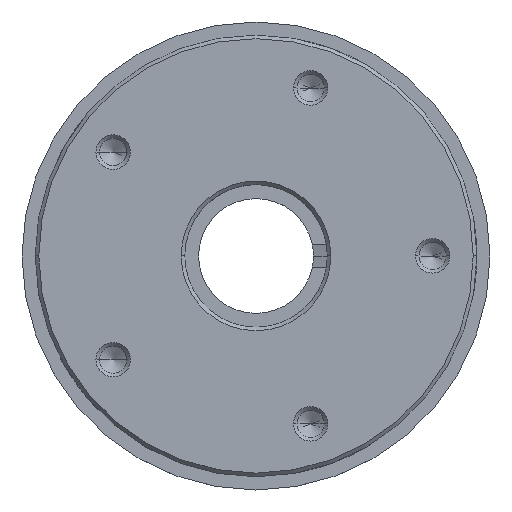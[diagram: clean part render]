
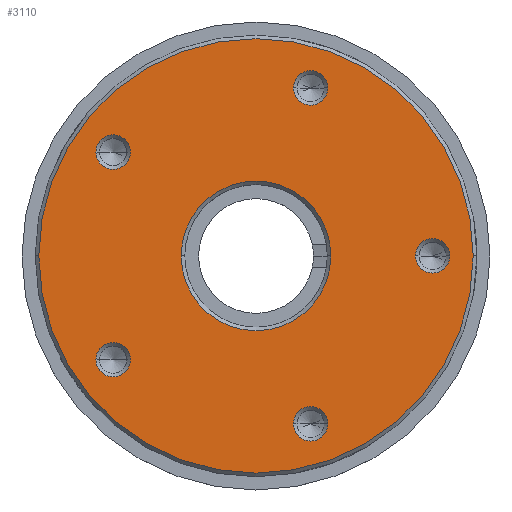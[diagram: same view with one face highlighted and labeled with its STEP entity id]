
A CAD part, top view. The second image highlights one B-rep face of the part: STEP entity #3110.
In plain terms, the highlighted planar face has unit normal (0, 0, 1).
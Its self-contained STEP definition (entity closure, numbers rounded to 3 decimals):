
#29 = CIRCLE ( 'NONE', #869, 1.95 ) ;
#53 = CARTESIAN_POINT ( 'NONE',  ( 0., 0., 7.5 ) ) ;
#75 = AXIS2_PLACEMENT_3D ( 'NONE', #2829, #1475, #246 ) ;
#91 = DIRECTION ( 'NONE',  ( 1., 0., 0. ) ) ;
#118 = DIRECTION ( 'NONE',  ( 0., 0., -1. ) ) ;
#133 = CIRCLE ( 'NONE', #1048, 1.95 ) ;
#143 = DIRECTION ( 'NONE',  ( 0., 0., -1. ) ) ;
#173 = EDGE_LOOP ( 'NONE', ( #3406, #2971 ) ) ;
#183 = EDGE_CURVE ( 'NONE', #301, #1359, #1666, .T. ) ;
#210 = EDGE_CURVE ( 'NONE', #1280, #1820, #1427, .T. ) ;
#246 = DIRECTION ( 'NONE',  ( 1., 0., 0. ) ) ;
#259 = CIRCLE ( 'NONE', #3002, 1.95 ) ;
#295 = EDGE_LOOP ( 'NONE', ( #3423, #960 ) ) ;
#297 = DIRECTION ( 'NONE',  ( 1., 0., 0. ) ) ;
#301 = VERTEX_POINT ( 'NONE', #632 ) ;
#332 = DIRECTION ( 'NONE',  ( 1., 0., 0. ) ) ;
#340 = EDGE_CURVE ( 'NONE', #1575, #2050, #2250, .T. ) ;
#345 = DIRECTION ( 'NONE',  ( 0., 0., 1. ) ) ;
#375 = EDGE_CURVE ( 'NONE', #3302, #775, #3433, .T. ) ;
#410 = CIRCLE ( 'NONE', #2931, 1.95 ) ;
#413 = EDGE_LOOP ( 'NONE', ( #444, #1889 ) ) ;
#440 = EDGE_CURVE ( 'NONE', #775, #3302, #2755, .T. ) ;
#444 = ORIENTED_EDGE ( 'NONE', *, *, #2547, .T. ) ;
#482 = CARTESIAN_POINT ( 'NONE',  ( 6.18, 19.021, 7.5 ) ) ;
#510 = EDGE_CURVE ( 'NONE', #1583, #867, #1259, .T. ) ;
#529 = CIRCLE ( 'NONE', #971, 1.95 ) ;
#555 = CARTESIAN_POINT ( 'NONE',  ( -16.18, -11.756, 7.5 ) ) ;
#599 = CIRCLE ( 'NONE', #2146, 24.6 ) ;
#617 = DIRECTION ( 'NONE',  ( 0., 0., 1. ) ) ;
#632 = CARTESIAN_POINT ( 'NONE',  ( 18.05, 0., 7.5 ) ) ;
#634 = EDGE_CURVE ( 'NONE', #1820, #1280, #529, .T. ) ;
#760 = DIRECTION ( 'NONE',  ( 0., 0., -1. ) ) ;
#775 = VERTEX_POINT ( 'NONE', #3094 ) ;
#787 = VERTEX_POINT ( 'NONE', #1059 ) ;
#843 = FACE_BOUND ( 'NONE', #1238, .T. ) ;
#858 = CARTESIAN_POINT ( 'NONE',  ( 6.18, -19.021, 7.5 ) ) ;
#862 = DIRECTION ( 'NONE',  ( 0., 0., -1. ) ) ;
#867 = VERTEX_POINT ( 'NONE', #1015 ) ;
#869 = AXIS2_PLACEMENT_3D ( 'NONE', #2660, #2075, #1792 ) ;
#879 = CIRCLE ( 'NONE', #1635, 1.95 ) ;
#891 = CARTESIAN_POINT ( 'NONE',  ( 0., 0., 7.5 ) ) ;
#932 = DIRECTION ( 'NONE',  ( 0., 0., -1. ) ) ;
#940 = CARTESIAN_POINT ( 'NONE',  ( 4.23, 19.021, 7.5 ) ) ;
#947 = ORIENTED_EDGE ( 'NONE', *, *, #1659, .T. ) ;
#960 = ORIENTED_EDGE ( 'NONE', *, *, #634, .T. ) ;
#971 = AXIS2_PLACEMENT_3D ( 'NONE', #858, #1962, #297 ) ;
#1015 = CARTESIAN_POINT ( 'NONE',  ( -18.13, 11.756, 7.5 ) ) ;
#1016 = FACE_BOUND ( 'NONE', #2727, .T. ) ;
#1037 = AXIS2_PLACEMENT_3D ( 'NONE', #53, #617, #3339 ) ;
#1048 = AXIS2_PLACEMENT_3D ( 'NONE', #555, #1649, #2468 ) ;
#1059 = CARTESIAN_POINT ( 'NONE',  ( -14.23, -11.756, 7.5 ) ) ;
#1065 = DIRECTION ( 'NONE',  ( 1., 0., 0. ) ) ;
#1151 = DIRECTION ( 'NONE',  ( 1., 0., 0. ) ) ;
#1204 = EDGE_CURVE ( 'NONE', #787, #3053, #410, .T. ) ;
#1220 = AXIS2_PLACEMENT_3D ( 'NONE', #891, #3313, #3091 ) ;
#1238 = EDGE_LOOP ( 'NONE', ( #3290, #1465 ) ) ;
#1259 = CIRCLE ( 'NONE', #3276, 1.95 ) ;
#1271 = EDGE_CURVE ( 'NONE', #867, #1583, #29, .T. ) ;
#1280 = VERTEX_POINT ( 'NONE', #2397 ) ;
#1309 = CARTESIAN_POINT ( 'NONE',  ( 20., 0., 7.5 ) ) ;
#1359 = VERTEX_POINT ( 'NONE', #2907 ) ;
#1390 = ORIENTED_EDGE ( 'NONE', *, *, #510, .T. ) ;
#1408 = CARTESIAN_POINT ( 'NONE',  ( -14.23, 11.756, 7.5 ) ) ;
#1427 = CIRCLE ( 'NONE', #2009, 1.95 ) ;
#1465 = ORIENTED_EDGE ( 'NONE', *, *, #1517, .T. ) ;
#1475 = DIRECTION ( 'NONE',  ( 0., 0., -1. ) ) ;
#1517 = EDGE_CURVE ( 'NONE', #3053, #787, #133, .T. ) ;
#1524 = ORIENTED_EDGE ( 'NONE', *, *, #375, .T. ) ;
#1564 = CARTESIAN_POINT ( 'NONE',  ( 4.23, -19.021, 7.5 ) ) ;
#1575 = VERTEX_POINT ( 'NONE', #2005 ) ;
#1583 = VERTEX_POINT ( 'NONE', #1408 ) ;
#1635 = AXIS2_PLACEMENT_3D ( 'NONE', #482, #2360, #2060 ) ;
#1649 = DIRECTION ( 'NONE',  ( 0., 0., -1. ) ) ;
#1659 = EDGE_CURVE ( 'NONE', #3421, #3450, #2935, .T. ) ;
#1666 = CIRCLE ( 'NONE', #1722, 1.95 ) ;
#1722 = AXIS2_PLACEMENT_3D ( 'NONE', #1791, #2380, #1845 ) ;
#1754 = CARTESIAN_POINT ( 'NONE',  ( 6.18, 19.021, 7.5 ) ) ;
#1791 = CARTESIAN_POINT ( 'NONE',  ( 20., 0., 7.5 ) ) ;
#1792 = DIRECTION ( 'NONE',  ( 1., 0., 0. ) ) ;
#1820 = VERTEX_POINT ( 'NONE', #1564 ) ;
#1840 = DIRECTION ( 'NONE',  ( 1., 0., 0. ) ) ;
#1845 = DIRECTION ( 'NONE',  ( 1., 0., 0. ) ) ;
#1864 = AXIS2_PLACEMENT_3D ( 'NONE', #1754, #118, #91 ) ;
#1889 = ORIENTED_EDGE ( 'NONE', *, *, #340, .T. ) ;
#1914 = AXIS2_PLACEMENT_3D ( 'NONE', #3352, #862, #1151 ) ;
#1947 = PLANE ( 'NONE',  #1220 ) ;
#1962 = DIRECTION ( 'NONE',  ( 0., 0., -1. ) ) ;
#2005 = CARTESIAN_POINT ( 'NONE',  ( 24.6, 0., 7.5 ) ) ;
#2009 = AXIS2_PLACEMENT_3D ( 'NONE', #2953, #3026, #3275 ) ;
#2050 = VERTEX_POINT ( 'NONE', #2236 ) ;
#2060 = DIRECTION ( 'NONE',  ( 1., 0., 0. ) ) ;
#2075 = DIRECTION ( 'NONE',  ( 0., 0., -1. ) ) ;
#2122 = FACE_BOUND ( 'NONE', #3306, .T. ) ;
#2146 = AXIS2_PLACEMENT_3D ( 'NONE', #3338, #345, #332 ) ;
#2231 = FACE_BOUND ( 'NONE', #295, .T. ) ;
#2236 = CARTESIAN_POINT ( 'NONE',  ( -24.6, 0., 7.5 ) ) ;
#2250 = CIRCLE ( 'NONE', #1037, 24.6 ) ;
#2278 = DIRECTION ( 'NONE',  ( 1., 0., 0. ) ) ;
#2360 = DIRECTION ( 'NONE',  ( 0., 0., -1. ) ) ;
#2380 = DIRECTION ( 'NONE',  ( 0., 0., -1. ) ) ;
#2397 = CARTESIAN_POINT ( 'NONE',  ( 8.13, -19.021, 7.5 ) ) ;
#2403 = FACE_BOUND ( 'NONE', #173, .T. ) ;
#2444 = FACE_OUTER_BOUND ( 'NONE', #413, .T. ) ;
#2468 = DIRECTION ( 'NONE',  ( 1., 0., 0. ) ) ;
#2480 = EDGE_CURVE ( 'NONE', #3450, #3421, #879, .T. ) ;
#2547 = EDGE_CURVE ( 'NONE', #2050, #1575, #599, .T. ) ;
#2574 = EDGE_LOOP ( 'NONE', ( #1390, #3149 ) ) ;
#2660 = CARTESIAN_POINT ( 'NONE',  ( -16.18, 11.756, 7.5 ) ) ;
#2686 = CARTESIAN_POINT ( 'NONE',  ( -18.13, -11.756, 7.5 ) ) ;
#2727 = EDGE_LOOP ( 'NONE', ( #1524, #3268 ) ) ;
#2755 = CIRCLE ( 'NONE', #75, 8.475 ) ;
#2785 = CARTESIAN_POINT ( 'NONE',  ( -16.18, -11.756, 7.5 ) ) ;
#2801 = EDGE_CURVE ( 'NONE', #1359, #301, #259, .T. ) ;
#2829 = CARTESIAN_POINT ( 'NONE',  ( 0., 0., 7.5 ) ) ;
#2907 = CARTESIAN_POINT ( 'NONE',  ( 21.95, 0., 7.5 ) ) ;
#2931 = AXIS2_PLACEMENT_3D ( 'NONE', #2785, #143, #2278 ) ;
#2935 = CIRCLE ( 'NONE', #1864, 1.95 ) ;
#2953 = CARTESIAN_POINT ( 'NONE',  ( 6.18, -19.021, 7.5 ) ) ;
#2971 = ORIENTED_EDGE ( 'NONE', *, *, #183, .T. ) ;
#3002 = AXIS2_PLACEMENT_3D ( 'NONE', #1309, #760, #1840 ) ;
#3026 = DIRECTION ( 'NONE',  ( 0., 0., -1. ) ) ;
#3053 = VERTEX_POINT ( 'NONE', #2686 ) ;
#3091 = DIRECTION ( 'NONE',  ( 1., 0., 0. ) ) ;
#3094 = CARTESIAN_POINT ( 'NONE',  ( -8.475, 0., 7.5 ) ) ;
#3110 = ADVANCED_FACE ( 'NONE', ( #2444, #1016, #3209, #2122, #2403, #2231, #843 ), #1947, .T. ) ;
#3149 = ORIENTED_EDGE ( 'NONE', *, *, #1271, .T. ) ;
#3209 = FACE_BOUND ( 'NONE', #2574, .T. ) ;
#3268 = ORIENTED_EDGE ( 'NONE', *, *, #440, .T. ) ;
#3275 = DIRECTION ( 'NONE',  ( 1., 0., 0. ) ) ;
#3276 = AXIS2_PLACEMENT_3D ( 'NONE', #3404, #932, #1065 ) ;
#3290 = ORIENTED_EDGE ( 'NONE', *, *, #1204, .T. ) ;
#3302 = VERTEX_POINT ( 'NONE', #3501 ) ;
#3306 = EDGE_LOOP ( 'NONE', ( #947, #3310 ) ) ;
#3310 = ORIENTED_EDGE ( 'NONE', *, *, #2480, .T. ) ;
#3313 = DIRECTION ( 'NONE',  ( 0., 0., 1. ) ) ;
#3338 = CARTESIAN_POINT ( 'NONE',  ( 0., 0., 7.5 ) ) ;
#3339 = DIRECTION ( 'NONE',  ( 1., 0., 0. ) ) ;
#3352 = CARTESIAN_POINT ( 'NONE',  ( 0., 0., 7.5 ) ) ;
#3375 = CARTESIAN_POINT ( 'NONE',  ( 8.13, 19.021, 7.5 ) ) ;
#3404 = CARTESIAN_POINT ( 'NONE',  ( -16.18, 11.756, 7.5 ) ) ;
#3406 = ORIENTED_EDGE ( 'NONE', *, *, #2801, .T. ) ;
#3421 = VERTEX_POINT ( 'NONE', #3375 ) ;
#3423 = ORIENTED_EDGE ( 'NONE', *, *, #210, .T. ) ;
#3433 = CIRCLE ( 'NONE', #1914, 8.475 ) ;
#3450 = VERTEX_POINT ( 'NONE', #940 ) ;
#3501 = CARTESIAN_POINT ( 'NONE',  ( 8.475, 0., 7.5 ) ) ;
